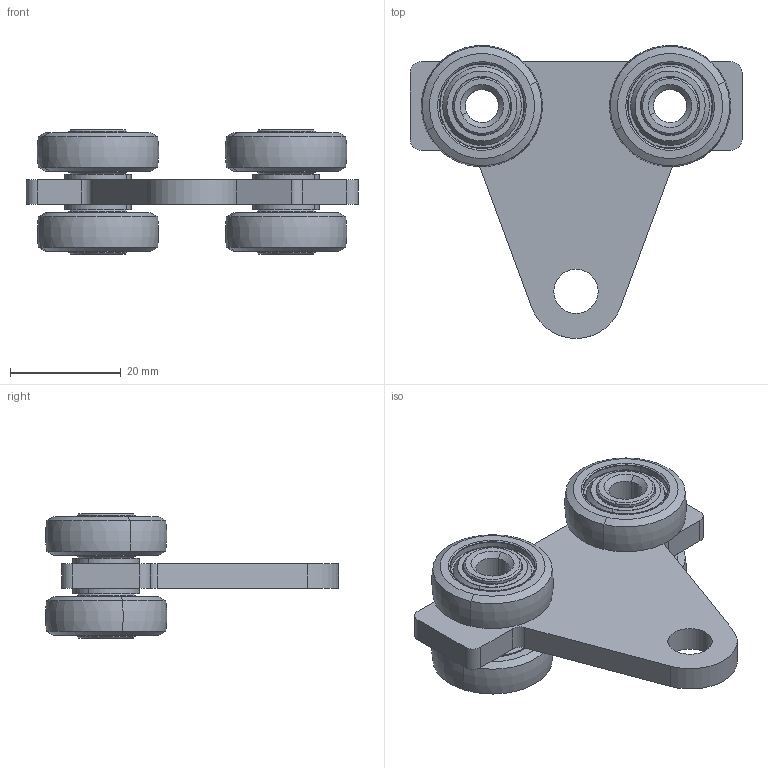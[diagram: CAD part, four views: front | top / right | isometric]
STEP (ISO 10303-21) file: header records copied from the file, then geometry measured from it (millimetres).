
FILE_DESCRIPTION (( 'STEP AP203' ), '1' );
FILE_NAME ('1.21.T10.STEP', '2017-09-07T11:24:53', ( '' ), ( '' ), 'SwSTEP 2.0', 'SolidWorks 2017', '' );
FILE_SCHEMA (( 'CONFIG_CONTROL_DESIGN' ));
Length unit declared in the file: millimetre
Products named in the file (2): 1.21.T10
Bounding box: 60 x 52.97 x 22.5 mm (x, y, z)
Volume: 14778.8 mm3; surface area: 15746.3 mm2
Topology: 45 solids, 45 shells, 502 faces, 1052 edges, 664 vertices
Faces by surface type: cylinder 173, plane 169, cone 112, torus 32, sphere 16
Entity records: 13365 total; most frequent: DIRECTION 2582, CARTESIAN_POINT 2156, ORIENTED_EDGE 2024, AXIS2_PLACEMENT_3D 1066, EDGE_CURVE 1012, VERTEX_POINT 640, EDGE_LOOP 588, CIRCLE 562
